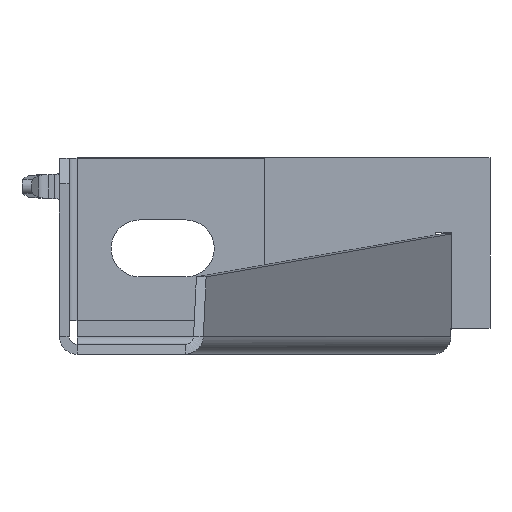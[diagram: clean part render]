
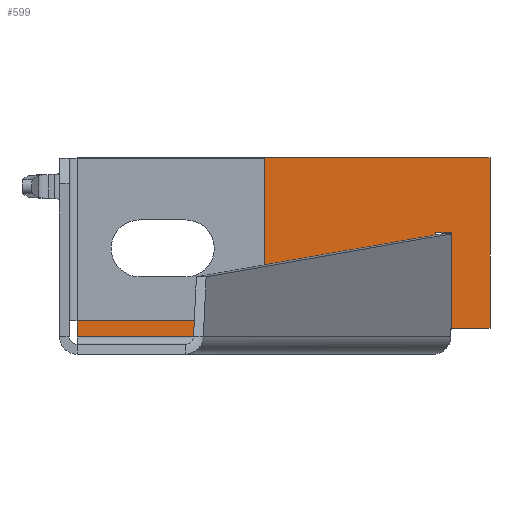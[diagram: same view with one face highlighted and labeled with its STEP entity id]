
A CAD part, left-side view. The second image highlights one B-rep face of the part: STEP entity #599.
In plain terms, the highlighted planar face has unit normal (-1, 0, 0).
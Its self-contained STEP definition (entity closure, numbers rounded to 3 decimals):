
#220 = VECTOR ( 'NONE', #4564, 1000. ) ;
#228 = EDGE_CURVE ( 'NONE', #1240, #2690, #4497, .T. ) ;
#276 = FACE_BOUND ( 'NONE', #6378, .T. ) ;
#279 = ORIENTED_EDGE ( 'NONE', *, *, #6528, .F. ) ;
#288 = CARTESIAN_POINT ( 'NONE',  ( 2.98, 22.9, 21.647 ) ) ;
#303 = DIRECTION ( 'NONE',  ( 0., 0., 1. ) ) ;
#384 = LINE ( 'NONE', #4032, #220 ) ;
#461 = CARTESIAN_POINT ( 'NONE',  ( 2.98, 22.9, 21.647 ) ) ;
#522 = EDGE_CURVE ( 'NONE', #4327, #2753, #4576, .T. ) ;
#587 = VERTEX_POINT ( 'NONE', #5844 ) ;
#599 = ADVANCED_FACE ( 'NONE', ( #2546, #5148, #276 ), #5346, .F. ) ;
#617 = EDGE_CURVE ( 'NONE', #6421, #1286, #994, .T. ) ;
#691 = DIRECTION ( 'NONE',  ( 1., 0., 0. ) ) ;
#880 = AXIS2_PLACEMENT_3D ( 'NONE', #6405, #691, #4324 ) ;
#994 = LINE ( 'NONE', #4857, #2206 ) ;
#1018 = CARTESIAN_POINT ( 'NONE',  ( 2.98, 79.9, 24.647 ) ) ;
#1152 = DIRECTION ( 'NONE',  ( 0., 1., 0. ) ) ;
#1175 = LINE ( 'NONE', #5360, #3608 ) ;
#1240 = VERTEX_POINT ( 'NONE', #6538 ) ;
#1256 = LINE ( 'NONE', #1876, #5243 ) ;
#1286 = VERTEX_POINT ( 'NONE', #3999 ) ;
#1339 = CARTESIAN_POINT ( 'NONE',  ( 2.98, 12.4, 36.147 ) ) ;
#1439 = DIRECTION ( 'NONE',  ( 0., 1., 0. ) ) ;
#1457 = EDGE_CURVE ( 'NONE', #2690, #4039, #3015, .T. ) ;
#1484 = VECTOR ( 'NONE', #4340, 1000. ) ;
#1527 = LINE ( 'NONE', #4172, #4112 ) ;
#1533 = CARTESIAN_POINT ( 'NONE',  ( 2.98, 70.9, 18.647 ) ) ;
#1621 = VERTEX_POINT ( 'NONE', #3928 ) ;
#1689 = VECTOR ( 'NONE', #6088, 1000. ) ;
#1707 = CARTESIAN_POINT ( 'NONE',  ( 2.98, 19.9, 9.647 ) ) ;
#1745 = VECTOR ( 'NONE', #4087, 1000. ) ;
#1876 = CARTESIAN_POINT ( 'NONE',  ( 2.98, 12.4, 3.147 ) ) ;
#1916 = LINE ( 'NONE', #461, #1745 ) ;
#2054 = DIRECTION ( 'NONE',  ( 0., 0., 1. ) ) ;
#2062 = CARTESIAN_POINT ( 'NONE',  ( 2.98, 92.4, 1.5 ) ) ;
#2206 = VECTOR ( 'NONE', #2261, 1000. ) ;
#2209 = ORIENTED_EDGE ( 'NONE', *, *, #3166, .T. ) ;
#2228 = LINE ( 'NONE', #4550, #3611 ) ;
#2261 = DIRECTION ( 'NONE',  ( 0., 0., -1. ) ) ;
#2355 = EDGE_CURVE ( 'NONE', #587, #2794, #1527, .T. ) ;
#2400 = DIRECTION ( 'NONE',  ( 0., 0., 1. ) ) ;
#2404 = DIRECTION ( 'NONE',  ( 0., -1., 0. ) ) ;
#2460 = CARTESIAN_POINT ( 'NONE',  ( 2.98, 19.9, 9.647 ) ) ;
#2521 = CARTESIAN_POINT ( 'NONE',  ( 2.98, 12.4, 36.147 ) ) ;
#2546 = FACE_OUTER_BOUND ( 'NONE', #2689, .T. ) ;
#2561 = DIRECTION ( 'NONE',  ( -1., 0., 0. ) ) ;
#2643 = EDGE_CURVE ( 'NONE', #4039, #2753, #384, .T. ) ;
#2689 = EDGE_LOOP ( 'NONE', ( #3922, #3486, #2209, #4490, #4804, #3629 ) ) ;
#2690 = VERTEX_POINT ( 'NONE', #2521 ) ;
#2753 = VERTEX_POINT ( 'NONE', #2062 ) ;
#2794 = VERTEX_POINT ( 'NONE', #5730 ) ;
#2884 = CARTESIAN_POINT ( 'NONE',  ( 2.98, 70.9, 24.647 ) ) ;
#2964 = CARTESIAN_POINT ( 'NONE',  ( 2.98, 19.9, 21.647 ) ) ;
#3015 = LINE ( 'NONE', #3292, #1484 ) ;
#3032 = CARTESIAN_POINT ( 'NONE',  ( 2.98, 23.4, 1.5 ) ) ;
#3049 = CIRCLE ( 'NONE', #3879, 6. ) ;
#3138 = ORIENTED_EDGE ( 'NONE', *, *, #6616, .F. ) ;
#3166 = EDGE_CURVE ( 'NONE', #1621, #1240, #1256, .T. ) ;
#3292 = CARTESIAN_POINT ( 'NONE',  ( 2.98, 92.4, 36.147 ) ) ;
#3318 = EDGE_CURVE ( 'NONE', #6684, #587, #3049, .T. ) ;
#3429 = CARTESIAN_POINT ( 'NONE',  ( 2.98, 23.4, 3.147 ) ) ;
#3463 = VERTEX_POINT ( 'NONE', #1707 ) ;
#3477 = EDGE_CURVE ( 'NONE', #1286, #3463, #1175, .T. ) ;
#3486 = ORIENTED_EDGE ( 'NONE', *, *, #5298, .T. ) ;
#3608 = VECTOR ( 'NONE', #4311, 1000. ) ;
#3611 = VECTOR ( 'NONE', #1439, 1000. ) ;
#3629 = ORIENTED_EDGE ( 'NONE', *, *, #2643, .T. ) ;
#3664 = DIRECTION ( 'NONE',  ( 0., -1., 0. ) ) ;
#3766 = EDGE_CURVE ( 'NONE', #2794, #4771, #5238, .T. ) ;
#3879 = AXIS2_PLACEMENT_3D ( 'NONE', #5664, #2561, #6194 ) ;
#3922 = ORIENTED_EDGE ( 'NONE', *, *, #522, .F. ) ;
#3928 = CARTESIAN_POINT ( 'NONE',  ( 2.98, 23.4, 3.147 ) ) ;
#3999 = CARTESIAN_POINT ( 'NONE',  ( 2.98, 22.9, 9.647 ) ) ;
#4032 = CARTESIAN_POINT ( 'NONE',  ( 2.98, 92.4, -3.853 ) ) ;
#4039 = VERTEX_POINT ( 'NONE', #6423 ) ;
#4087 = DIRECTION ( 'NONE',  ( 0., 1., 0. ) ) ;
#4112 = VECTOR ( 'NONE', #3664, 1000. ) ;
#4172 = CARTESIAN_POINT ( 'NONE',  ( 2.98, 79.9, 12.647 ) ) ;
#4244 = VECTOR ( 'NONE', #1152, 1000. ) ;
#4278 = LINE ( 'NONE', #3429, #5666 ) ;
#4303 = EDGE_LOOP ( 'NONE', ( #4309, #4537, #6335, #279 ) ) ;
#4309 = ORIENTED_EDGE ( 'NONE', *, *, #3766, .F. ) ;
#4311 = DIRECTION ( 'NONE',  ( 0., -1., 0. ) ) ;
#4324 = DIRECTION ( 'NONE',  ( 0., 0., -1. ) ) ;
#4327 = VERTEX_POINT ( 'NONE', #3032 ) ;
#4340 = DIRECTION ( 'NONE',  ( 0., 1., 0. ) ) ;
#4490 = ORIENTED_EDGE ( 'NONE', *, *, #228, .T. ) ;
#4497 = LINE ( 'NONE', #1339, #5706 ) ;
#4537 = ORIENTED_EDGE ( 'NONE', *, *, #2355, .F. ) ;
#4550 = CARTESIAN_POINT ( 'NONE',  ( 2.98, 79.9, 24.647 ) ) ;
#4564 = DIRECTION ( 'NONE',  ( 0., 0., -1. ) ) ;
#4576 = LINE ( 'NONE', #5306, #4244 ) ;
#4624 = ORIENTED_EDGE ( 'NONE', *, *, #4815, .F. ) ;
#4728 = ORIENTED_EDGE ( 'NONE', *, *, #3477, .F. ) ;
#4771 = VERTEX_POINT ( 'NONE', #2884 ) ;
#4804 = ORIENTED_EDGE ( 'NONE', *, *, #1457, .T. ) ;
#4807 = AXIS2_PLACEMENT_3D ( 'NONE', #1533, #5167, #2054 ) ;
#4815 = EDGE_CURVE ( 'NONE', #3463, #6353, #5672, .T. ) ;
#4857 = CARTESIAN_POINT ( 'NONE',  ( 2.98, 22.9, 9.647 ) ) ;
#4993 = ORIENTED_EDGE ( 'NONE', *, *, #617, .F. ) ;
#5148 = FACE_BOUND ( 'NONE', #4303, .T. ) ;
#5167 = DIRECTION ( 'NONE',  ( -1., 0., 0. ) ) ;
#5238 = CIRCLE ( 'NONE', #4807, 6. ) ;
#5243 = VECTOR ( 'NONE', #2404, 1000. ) ;
#5298 = EDGE_CURVE ( 'NONE', #4327, #1621, #4278, .T. ) ;
#5306 = CARTESIAN_POINT ( 'NONE',  ( 2.98, 0., 1.5 ) ) ;
#5346 = PLANE ( 'NONE',  #880 ) ;
#5360 = CARTESIAN_POINT ( 'NONE',  ( 2.98, 22.9, 9.647 ) ) ;
#5664 = CARTESIAN_POINT ( 'NONE',  ( 2.98, 79.9, 18.647 ) ) ;
#5666 = VECTOR ( 'NONE', #2400, 1000. ) ;
#5672 = LINE ( 'NONE', #2460, #1689 ) ;
#5706 = VECTOR ( 'NONE', #303, 1000. ) ;
#5730 = CARTESIAN_POINT ( 'NONE',  ( 2.98, 70.9, 12.647 ) ) ;
#5844 = CARTESIAN_POINT ( 'NONE',  ( 2.98, 79.9, 12.647 ) ) ;
#6088 = DIRECTION ( 'NONE',  ( 0., 0., 1. ) ) ;
#6194 = DIRECTION ( 'NONE',  ( 0., 0., 1. ) ) ;
#6335 = ORIENTED_EDGE ( 'NONE', *, *, #3318, .F. ) ;
#6353 = VERTEX_POINT ( 'NONE', #2964 ) ;
#6378 = EDGE_LOOP ( 'NONE', ( #3138, #4624, #4728, #4993 ) ) ;
#6405 = CARTESIAN_POINT ( 'NONE',  ( 2.98, 0., -2.933 ) ) ;
#6421 = VERTEX_POINT ( 'NONE', #288 ) ;
#6423 = CARTESIAN_POINT ( 'NONE',  ( 2.98, 92.4, 36.147 ) ) ;
#6528 = EDGE_CURVE ( 'NONE', #4771, #6684, #2228, .T. ) ;
#6538 = CARTESIAN_POINT ( 'NONE',  ( 2.98, 12.4, 3.147 ) ) ;
#6616 = EDGE_CURVE ( 'NONE', #6353, #6421, #1916, .T. ) ;
#6684 = VERTEX_POINT ( 'NONE', #1018 ) ;
